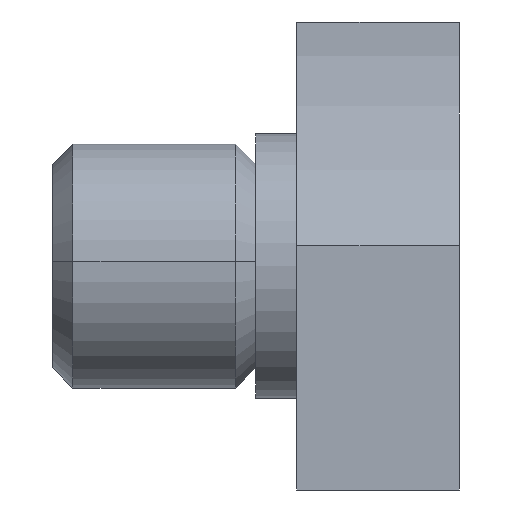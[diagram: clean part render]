
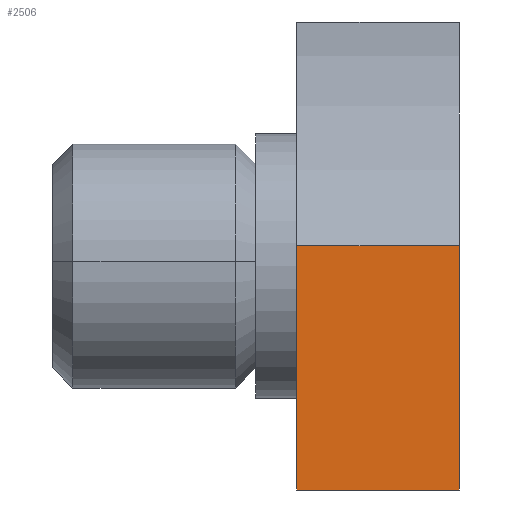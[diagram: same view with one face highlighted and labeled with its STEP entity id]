
A CAD part, left-side view. The second image highlights one B-rep face of the part: STEP entity #2506.
In plain terms, the highlighted planar face has unit normal (-1, 0, 0).
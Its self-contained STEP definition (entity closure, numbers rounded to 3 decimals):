
#72 = DIRECTION ( 'NONE',  ( 0., 0., 1. ) ) ;
#131 = EDGE_CURVE ( 'NONE', #2452, #4451, #2498, .T. ) ;
#193 = CARTESIAN_POINT ( 'NONE',  ( -24.599, 3.557, 36.5 ) ) ;
#209 = ORIENTED_EDGE ( 'NONE', *, *, #1783, .F. ) ;
#343 = CARTESIAN_POINT ( 'NONE',  ( -24.599, -4.443, 36.5 ) ) ;
#385 = VERTEX_POINT ( 'NONE', #4480 ) ;
#457 = VECTOR ( 'NONE', #72, 1000. ) ;
#626 = DIRECTION ( 'NONE',  ( -1., 0., 0. ) ) ;
#998 = FACE_OUTER_BOUND ( 'NONE', #1477, .T. ) ;
#1055 = AXIS2_PLACEMENT_3D ( 'NONE', #4534, #626, #2779 ) ;
#1117 = CARTESIAN_POINT ( 'NONE',  ( -24.599, -4.443, -2.535 ) ) ;
#1176 = CARTESIAN_POINT ( 'NONE',  ( -24.599, 3.557, 48.5 ) ) ;
#1237 = DIRECTION ( 'NONE',  ( 0., 1., 0. ) ) ;
#1469 = CARTESIAN_POINT ( 'NONE',  ( -24.599, 3.557, -2.535 ) ) ;
#1477 = EDGE_LOOP ( 'NONE', ( #2395, #3465, #209, #2289 ) ) ;
#1482 = EDGE_CURVE ( 'NONE', #4141, #385, #3975, .T. ) ;
#1560 = VECTOR ( 'NONE', #2216, 1000. ) ;
#1783 = EDGE_CURVE ( 'NONE', #4141, #2452, #3312, .T. ) ;
#2216 = DIRECTION ( 'NONE',  ( 0., 0., 1. ) ) ;
#2289 = ORIENTED_EDGE ( 'NONE', *, *, #1482, .T. ) ;
#2371 = VECTOR ( 'NONE', #1237, 1000. ) ;
#2395 = ORIENTED_EDGE ( 'NONE', *, *, #2885, .T. ) ;
#2452 = VERTEX_POINT ( 'NONE', #193 ) ;
#2498 = LINE ( 'NONE', #1469, #1560 ) ;
#2506 = ADVANCED_FACE ( 'NONE', ( #998 ), #4483, .T. ) ;
#2779 = DIRECTION ( 'NONE',  ( 0., 0., 1. ) ) ;
#2885 = EDGE_CURVE ( 'NONE', #385, #4451, #4295, .T. ) ;
#3312 = LINE ( 'NONE', #3391, #2371 ) ;
#3365 = VECTOR ( 'NONE', #4382, 1000. ) ;
#3391 = CARTESIAN_POINT ( 'NONE',  ( -24.599, -4.443, 36.5 ) ) ;
#3465 = ORIENTED_EDGE ( 'NONE', *, *, #131, .F. ) ;
#3975 = LINE ( 'NONE', #1117, #457 ) ;
#4141 = VERTEX_POINT ( 'NONE', #343 ) ;
#4295 = LINE ( 'NONE', #1176, #3365 ) ;
#4297 = CARTESIAN_POINT ( 'NONE',  ( -24.599, 3.557, 48.5 ) ) ;
#4382 = DIRECTION ( 'NONE',  ( 0., 1., 0. ) ) ;
#4451 = VERTEX_POINT ( 'NONE', #4297 ) ;
#4480 = CARTESIAN_POINT ( 'NONE',  ( -24.599, -4.443, 48.5 ) ) ;
#4483 = PLANE ( 'NONE',  #1055 ) ;
#4534 = CARTESIAN_POINT ( 'NONE',  ( -24.599, -4.443, -2.535 ) ) ;
